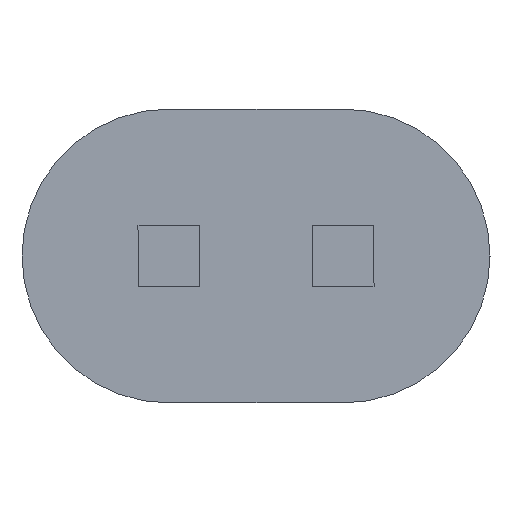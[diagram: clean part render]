
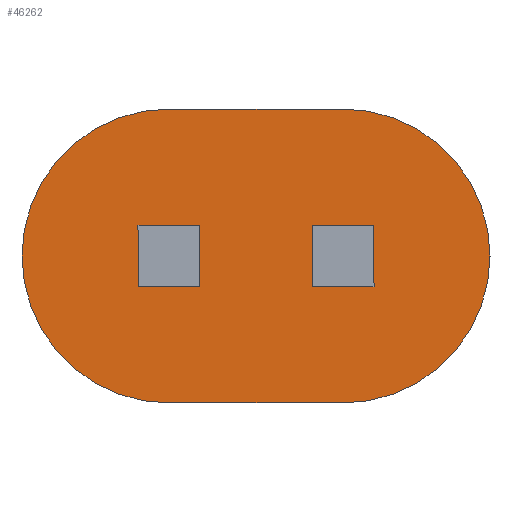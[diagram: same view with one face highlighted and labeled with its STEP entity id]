
A CAD part, front view. The second image highlights one B-rep face of the part: STEP entity #46262.
In plain terms, the highlighted planar face has unit normal (0, -1, 0).
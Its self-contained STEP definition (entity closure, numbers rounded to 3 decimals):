
#829 = ORIENTED_EDGE ( 'NONE', *, *, #24888, .F. ) ;
#1515 = ORIENTED_EDGE ( 'NONE', *, *, #13901, .F. ) ;
#2360 = VERTEX_POINT ( 'NONE', #24454 ) ;
#4140 = AXIS2_PLACEMENT_3D ( 'NONE', #16466, #32489, #48520 ) ;
#5289 = CARTESIAN_POINT ( 'NONE',  ( 1125., 0., 0. ) ) ;
#6388 = CARTESIAN_POINT ( 'NONE',  ( -1125., 0., -1900. ) ) ;
#7448 = DIRECTION ( 'NONE',  ( 0., 1., 0. ) ) ;
#7907 = CARTESIAN_POINT ( 'NONE',  ( -1125., 0., 1900. ) ) ;
#11213 = EDGE_CURVE ( 'NONE', #28241, #48350, #42333, .T. ) ;
#13901 = EDGE_CURVE ( 'NONE', #43824, #2360, #43877, .T. ) ;
#15306 = FACE_OUTER_BOUND ( 'NONE', #21028, .T. ) ;
#16466 = CARTESIAN_POINT ( 'NONE',  ( -1125., 0., 0. ) ) ;
#19587 = VECTOR ( 'NONE', #22401, 1000. ) ;
#20550 = ORIENTED_EDGE ( 'NONE', *, *, #11213, .F. ) ;
#21028 = EDGE_LOOP ( 'NONE', ( #34611, #20550, #829, #1515 ) ) ;
#21276 = DIRECTION ( 'NONE',  ( 0., 1., 0. ) ) ;
#21376 = CARTESIAN_POINT ( 'NONE',  ( 1125., 0., -1900. ) ) ;
#22401 = DIRECTION ( 'NONE',  ( -1., 0., 0. ) ) ;
#23461 = DIRECTION ( 'NONE',  ( 0., 0., 1. ) ) ;
#23949 = DIRECTION ( 'NONE',  ( 1., 0., 0. ) ) ;
#24454 = CARTESIAN_POINT ( 'NONE',  ( 1125., 0., 1900. ) ) ;
#24888 = EDGE_CURVE ( 'NONE', #2360, #28241, #49790, .T. ) ;
#26808 = CIRCLE ( 'NONE', #4140, 1900. ) ;
#27148 = AXIS2_PLACEMENT_3D ( 'NONE', #5289, #21276, #37276 ) ;
#27428 = PLANE ( 'NONE',  #45979 ) ;
#28241 = VERTEX_POINT ( 'NONE', #21376 ) ;
#32227 = VECTOR ( 'NONE', #23949, 1000. ) ;
#32489 = DIRECTION ( 'NONE',  ( 0., 1., 0. ) ) ;
#32650 = EDGE_CURVE ( 'NONE', #48350, #43824, #26808, .T. ) ;
#34611 = ORIENTED_EDGE ( 'NONE', *, *, #32650, .F. ) ;
#36396 = CARTESIAN_POINT ( 'NONE',  ( -1125., 0., 1900. ) ) ;
#37276 = DIRECTION ( 'NONE',  ( 0., 0., 1. ) ) ;
#42333 = LINE ( 'NONE', #6388, #19587 ) ;
#43409 = CARTESIAN_POINT ( 'NONE',  ( -1125., 0., 0. ) ) ;
#43824 = VERTEX_POINT ( 'NONE', #36396 ) ;
#43877 = LINE ( 'NONE', #7907, #32227 ) ;
#45979 = AXIS2_PLACEMENT_3D ( 'NONE', #43409, #7448, #23461 ) ;
#46262 = ADVANCED_FACE ( 'NONE', ( #15306 ), #27428, .F. ) ;
#47548 = CARTESIAN_POINT ( 'NONE',  ( -1125., 0., -1900. ) ) ;
#48350 = VERTEX_POINT ( 'NONE', #47548 ) ;
#48520 = DIRECTION ( 'NONE',  ( 0., 0., 1. ) ) ;
#49790 = CIRCLE ( 'NONE', #27148, 1900. ) ;
